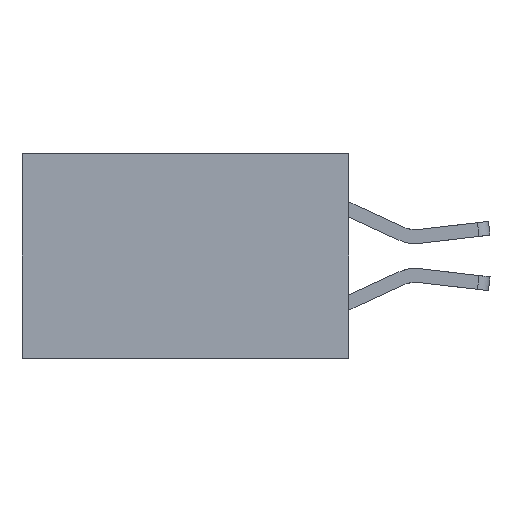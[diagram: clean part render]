
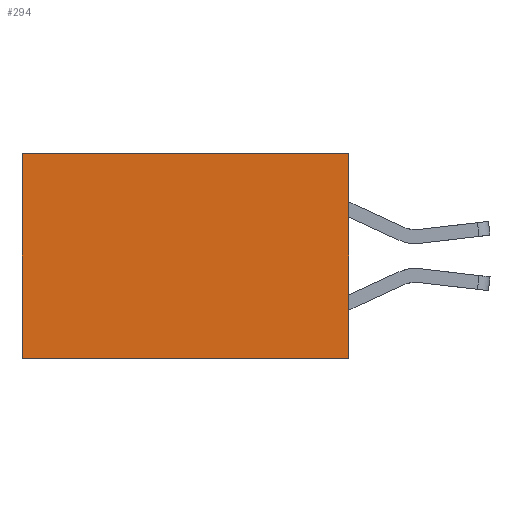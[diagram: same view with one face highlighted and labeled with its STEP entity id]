
A CAD part, left-side view. The second image highlights one B-rep face of the part: STEP entity #294.
In plain terms, the highlighted planar face has unit normal (-1, 0, 0).
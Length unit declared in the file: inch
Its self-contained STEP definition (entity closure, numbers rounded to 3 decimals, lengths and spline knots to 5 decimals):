
#294 = ADVANCED_FACE ( 'NONE', ( #8358 ), #5883, .F. ) ;
#1020 = CARTESIAN_POINT ( 'NONE',  ( 0.277, 0., -0.37 ) ) ;
#1228 = DIRECTION ( 'NONE',  ( 1., 0., 0. ) ) ;
#1907 = CARTESIAN_POINT ( 'NONE',  ( 0.277, 0., 0. ) ) ;
#1968 = VECTOR ( 'NONE', #11218, 39.37008 ) ;
#2075 = ORIENTED_EDGE ( 'NONE', *, *, #4450, .F. ) ;
#2086 = LINE ( 'NONE', #5173, #11022 ) ;
#2156 = AXIS2_PLACEMENT_3D ( 'NONE', #4540, #1228, #6794 ) ;
#3231 = EDGE_CURVE ( 'NONE', #7240, #4127, #5663, .T. ) ;
#4127 = VERTEX_POINT ( 'NONE', #7861 ) ;
#4450 = EDGE_CURVE ( 'NONE', #11089, #8288, #2086, .T. ) ;
#4469 = CARTESIAN_POINT ( 'NONE',  ( 0.277, 0.59, -0.37 ) ) ;
#4540 = CARTESIAN_POINT ( 'NONE',  ( 0.277, 0., -0.37 ) ) ;
#4971 = DIRECTION ( 'NONE',  ( 0., 1., 0. ) ) ;
#5173 = CARTESIAN_POINT ( 'NONE',  ( 0.277, 0., -0.37 ) ) ;
#5616 = DIRECTION ( 'NONE',  ( 0., 0., -1. ) ) ;
#5663 = LINE ( 'NONE', #10897, #7684 ) ;
#5883 = PLANE ( 'NONE',  #2156 ) ;
#6490 = LINE ( 'NONE', #4469, #1968 ) ;
#6649 = LINE ( 'NONE', #10316, #9213 ) ;
#6699 = EDGE_LOOP ( 'NONE', ( #11016, #2075, #11261, #7099 ) ) ;
#6794 = DIRECTION ( 'NONE',  ( 0., 0., -1. ) ) ;
#7025 = CARTESIAN_POINT ( 'NONE',  ( 0.277, 0.59, -0.37 ) ) ;
#7099 = ORIENTED_EDGE ( 'NONE', *, *, #3231, .T. ) ;
#7240 = VERTEX_POINT ( 'NONE', #1907 ) ;
#7684 = VECTOR ( 'NONE', #10839, 39.37008 ) ;
#7861 = CARTESIAN_POINT ( 'NONE',  ( 0.277, 0.59, 0. ) ) ;
#8288 = VERTEX_POINT ( 'NONE', #7025 ) ;
#8358 = FACE_OUTER_BOUND ( 'NONE', #6699, .T. ) ;
#9174 = EDGE_CURVE ( 'NONE', #7240, #11089, #6649, .T. ) ;
#9213 = VECTOR ( 'NONE', #5616, 39.37008 ) ;
#9930 = EDGE_CURVE ( 'NONE', #4127, #8288, #6490, .T. ) ;
#10316 = CARTESIAN_POINT ( 'NONE',  ( 0.277, 0., -0.37 ) ) ;
#10839 = DIRECTION ( 'NONE',  ( 0., 1., 0. ) ) ;
#10897 = CARTESIAN_POINT ( 'NONE',  ( 0.277, 0., 0. ) ) ;
#11016 = ORIENTED_EDGE ( 'NONE', *, *, #9930, .T. ) ;
#11022 = VECTOR ( 'NONE', #4971, 39.37008 ) ;
#11089 = VERTEX_POINT ( 'NONE', #1020 ) ;
#11218 = DIRECTION ( 'NONE',  ( 0., 0., -1. ) ) ;
#11261 = ORIENTED_EDGE ( 'NONE', *, *, #9174, .F. ) ;
